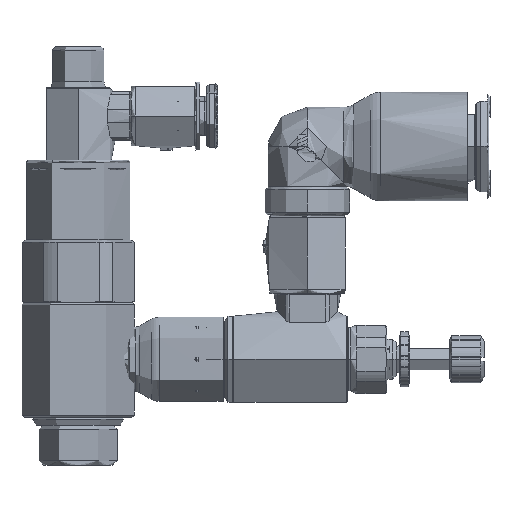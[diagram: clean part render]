
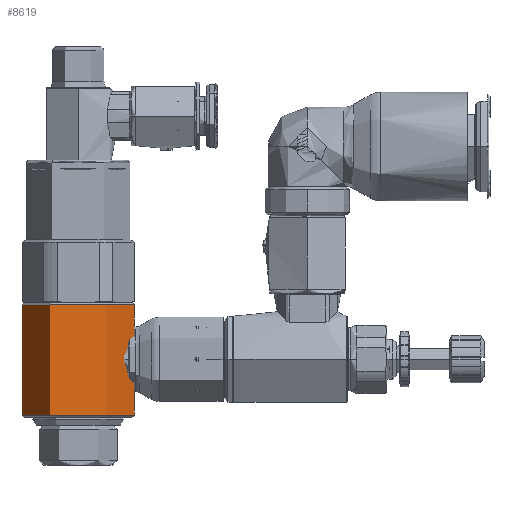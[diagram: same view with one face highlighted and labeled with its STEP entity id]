
A CAD part, top view. The second image highlights one B-rep face of the part: STEP entity #8619.
In plain terms, the highlighted cylindrical face has radius 7 mm (diameter 14 mm), a partial arc.
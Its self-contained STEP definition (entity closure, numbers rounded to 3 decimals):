
#8619=ADVANCED_FACE('',(#17254),#17255,.T.);
#17254=FACE_OUTER_BOUND('',#39597,.T.);
#17255=CYLINDRICAL_SURFACE('',#39598,7.0);
#39597=EDGE_LOOP('',(#64356,#64357,#64358,#64359,#64360,#64361));
#39598=AXIS2_PLACEMENT_3D('',#64362,#64363,#64364);
#64356=ORIENTED_EDGE('',*,*,#75060,.T.);
#64357=ORIENTED_EDGE('',*,*,#74414,.F.);
#64358=ORIENTED_EDGE('',*,*,#75064,.T.);
#64359=ORIENTED_EDGE('',*,*,#72855,.F.);
#64360=ORIENTED_EDGE('',*,*,#75062,.T.);
#64361=ORIENTED_EDGE('',*,*,#75459,.F.);
#64362=CARTESIAN_POINT('',(0.0,5.233,0.0));
#64363=DIRECTION('',(0.0,-1.0,0.0));
#64364=DIRECTION('',(1.0,0.0,0.0));
#72855=EDGE_CURVE('',#87151,#87153,#87154,.T.);
#74414=EDGE_CURVE('',#89073,#89070,#89084,.T.);
#75060=EDGE_CURVE('',#89799,#89070,#89800,.T.);
#75062=EDGE_CURVE('',#87151,#89801,#89803,.T.);
#75064=EDGE_CURVE('',#89073,#87153,#89805,.T.);
#75459=EDGE_CURVE('',#89799,#89801,#90222,.T.);
#87151=VERTEX_POINT('',#117582);
#87153=VERTEX_POINT('',#117585);
#87154=CIRCLE('',#117586,7.0);
#89070=VERTEX_POINT('',#121787);
#89073=VERTEX_POINT('',#121791);
#89084=B_SPLINE_CURVE_WITH_KNOTS('',3,(#121821,#121822,#121823,#121824,#121825,#121826,#121827,#121828,#121829,#121830,#121831,#121832,#121833,#121834,#121835,#121836,#121837,#121838),.UNSPECIFIED.,.F.,.F.,(4,2,2,2,2,2,2,2,4),(-1.859,-1.704,-1.55,-1.395,-1.239,-1.084,-0.929,-0.774,-0.62),.UNSPECIFIED.);
#89799=VERTEX_POINT('',#123196);
#89800=LINE('',#123197,#123198);
#89801=VERTEX_POINT('',#123199);
#89803=LINE('',#123201,#123202);
#89805=LINE('',#123204,#123205);
#90222=CIRCLE('',#124152,7.0);
#117582=CARTESIAN_POINT('',(-7.0,20.0,0.));
#117585=CARTESIAN_POINT('',(7.0,20.0,0.0));
#117586=AXIS2_PLACEMENT_3D('',#134460,#134461,#134462);
#121787=CARTESIAN_POINT('',(7.0,9.2,0.0));
#121791=CARTESIAN_POINT('',(7.0,17.2,0.0));
#121821=CARTESIAN_POINT('',(7.0,17.2,0.));
#121822=CARTESIAN_POINT('',(7.0,17.2,0.515));
#121823=CARTESIAN_POINT('',(6.938,17.095,1.056));
#121824=CARTESIAN_POINT('',(6.715,16.682,2.039));
#121825=CARTESIAN_POINT('',(6.557,16.376,2.481));
#121826=CARTESIAN_POINT('',(6.249,15.679,3.178));
#121827=CARTESIAN_POINT('',(6.077,15.238,3.483));
#121828=CARTESIAN_POINT('',(5.822,14.258,3.894));
#121829=CARTESIAN_POINT('',(5.745,13.718,4.0));
#121830=CARTESIAN_POINT('',(5.745,12.682,4.0));
#121831=CARTESIAN_POINT('',(5.822,12.142,3.894));
#121832=CARTESIAN_POINT('',(6.077,11.162,3.483));
#121833=CARTESIAN_POINT('',(6.249,10.721,3.178));
#121834=CARTESIAN_POINT('',(6.557,10.024,2.481));
#121835=CARTESIAN_POINT('',(6.715,9.718,2.039));
#121836=CARTESIAN_POINT('',(6.938,9.305,1.056));
#121837=CARTESIAN_POINT('',(7.0,9.2,0.515));
#121838=CARTESIAN_POINT('',(7.0,9.2,0.));
#123196=CARTESIAN_POINT('',(7.0,6.25,0.));
#123197=CARTESIAN_POINT('',(7.0,13.125,0.));
#123198=VECTOR('',#136858,1.0);
#123199=CARTESIAN_POINT('',(-7.0,6.25,0.0));
#123201=CARTESIAN_POINT('',(-7.0,13.125,0.));
#123202=VECTOR('',#136862,1.0);
#123204=CARTESIAN_POINT('',(7.0,13.125,0.));
#123205=VECTOR('',#136866,1.0);
#124152=AXIS2_PLACEMENT_3D('',#137214,#137215,#137216);
#134460=CARTESIAN_POINT('',(0.0,20.0,0.0));
#134461=DIRECTION('',(0.0,1.0,0.0));
#134462=DIRECTION('',(-1.0,0.0,0.0));
#136858=DIRECTION('',(-0.0,1.0,-0.0));
#136862=DIRECTION('',(0.0,-1.0,0.0));
#136866=DIRECTION('',(-0.0,1.0,-0.0));
#137214=CARTESIAN_POINT('',(0.0,6.25,0.0));
#137215=DIRECTION('',(0.0,-1.0,0.0));
#137216=DIRECTION('',(-1.0,0.0,0.0));
